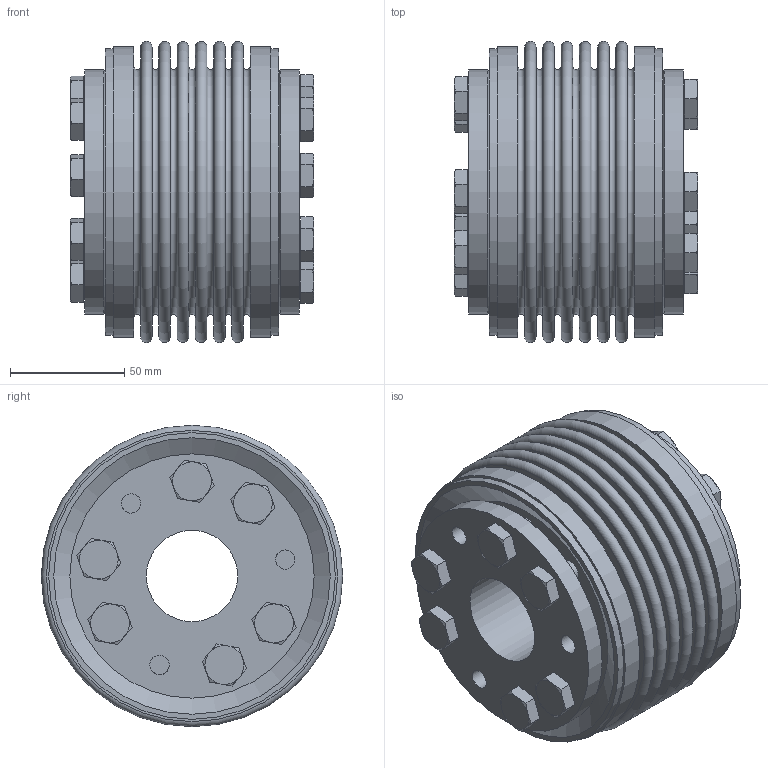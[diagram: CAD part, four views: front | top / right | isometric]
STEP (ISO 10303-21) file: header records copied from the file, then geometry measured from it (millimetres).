
FILE_DESCRIPTION( ( 'Unknown' ), '1' );
FILE_NAME( 'KSD 900.stp', 'Unknown', ( 'Unknown' ), ( 'Unknown' ), 'PSStep 10.1', 'Unknown', ' ' );
FILE_SCHEMA( ( 'AUTOMOTIVE_DESIGN { 1 0 10303 214 1 1 1 1 }' ) );
Length unit declared in the file: millimetre
Products named in the file (1): 20713507
Bounding box: 106.8 x 132 x 132 mm (x, y, z)
Volume: 753168.5 mm3; surface area: 267525.1 mm2
Topology: 1 solids, 1 shells, 334 faces, 757 edges, 493 vertices
Faces by surface type: plane 160, cone 78, cylinder 66, torus 30
Full cylindrical faces by diameter (mm): 8.5 x18, 10 x12, 10.4 x12, 15.4 x12, 40 x2, 66.85 x2, 102 x2, 107 x2, 125.6 x2, 127.6 x2
Entity records: 11672 total; most frequent: CARTESIAN_POINT 2295, DIRECTION 1382, ORIENTED_EDGE 1180, AXIS2_PLACEMENT_3D 619, EDGE_CURVE 590, EDGE_LOOP 542, FACE_OUTER_BOUND 430, VERTEX_POINT 428
